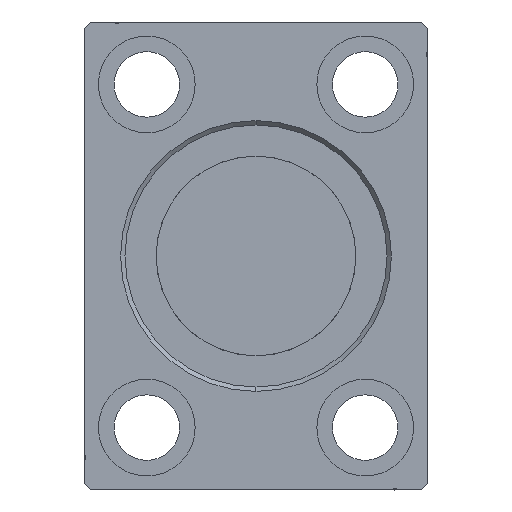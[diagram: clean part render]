
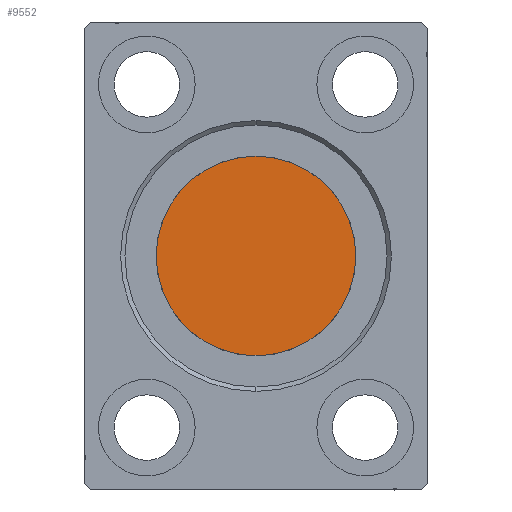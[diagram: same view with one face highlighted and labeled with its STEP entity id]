
A CAD part, left-side view. The second image highlights one B-rep face of the part: STEP entity #9552.
In plain terms, the highlighted planar face has unit normal (-1, 0, 0).
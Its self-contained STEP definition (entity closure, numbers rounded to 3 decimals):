
#4223 = PLANE ( 'NONE',  #14534 ) ;
#6623 = CARTESIAN_POINT ( 'NONE',  ( 161.2, 1.786, -15.9 ) ) ;
#7441 = FACE_OUTER_BOUND ( 'NONE', #38833, .T. ) ;
#7647 = DIRECTION ( 'NONE',  ( -1., 0., 0. ) ) ;
#9233 = CARTESIAN_POINT ( 'NONE',  ( 161.2, 0., -15.9 ) ) ;
#9552 = ADVANCED_FACE ( 'NONE', ( #7441 ), #4223, .T. ) ;
#9945 = CIRCLE ( 'NONE', #21658, 16. ) ;
#10269 = CARTESIAN_POINT ( 'NONE',  ( 161.2, 0., 0. ) ) ;
#11545 = ORIENTED_EDGE ( 'NONE', *, *, #36628, .T. ) ;
#14534 = AXIS2_PLACEMENT_3D ( 'NONE', #17339, #7647, #16918 ) ;
#15472 = LINE ( 'NONE', #9233, #34635 ) ;
#16918 = DIRECTION ( 'NONE',  ( 0., 0., 1. ) ) ;
#17339 = CARTESIAN_POINT ( 'NONE',  ( 161.2, 0., 0. ) ) ;
#21658 = AXIS2_PLACEMENT_3D ( 'NONE', #10269, #36583, #29687 ) ;
#24915 = DIRECTION ( 'NONE',  ( -1., 0., 0. ) ) ;
#25730 = CIRCLE ( 'NONE', #36770, 16. ) ;
#26444 = EDGE_CURVE ( 'NONE', #29741, #30260, #15472, .T. ) ;
#26756 = ORIENTED_EDGE ( 'NONE', *, *, #26444, .T. ) ;
#26799 = CARTESIAN_POINT ( 'NONE',  ( 161.2, 0., 16. ) ) ;
#29687 = DIRECTION ( 'NONE',  ( 0., 0., 1. ) ) ;
#29741 = VERTEX_POINT ( 'NONE', #6623 ) ;
#30260 = VERTEX_POINT ( 'NONE', #34846 ) ;
#30312 = EDGE_CURVE ( 'NONE', #39734, #29741, #25730, .T. ) ;
#32622 = DIRECTION ( 'NONE',  ( 0., 0., 1. ) ) ;
#34635 = VECTOR ( 'NONE', #38546, 1000. ) ;
#34846 = CARTESIAN_POINT ( 'NONE',  ( 161.2, -1.786, -15.9 ) ) ;
#35045 = CARTESIAN_POINT ( 'NONE',  ( 161.2, 0., 0. ) ) ;
#36583 = DIRECTION ( 'NONE',  ( -1., 0., 0. ) ) ;
#36628 = EDGE_CURVE ( 'NONE', #30260, #39734, #9945, .T. ) ;
#36770 = AXIS2_PLACEMENT_3D ( 'NONE', #35045, #24915, #32622 ) ;
#38546 = DIRECTION ( 'NONE',  ( 0., -1., 0. ) ) ;
#38833 = EDGE_LOOP ( 'NONE', ( #11545, #41691, #26756 ) ) ;
#39734 = VERTEX_POINT ( 'NONE', #26799 ) ;
#41691 = ORIENTED_EDGE ( 'NONE', *, *, #30312, .T. ) ;
